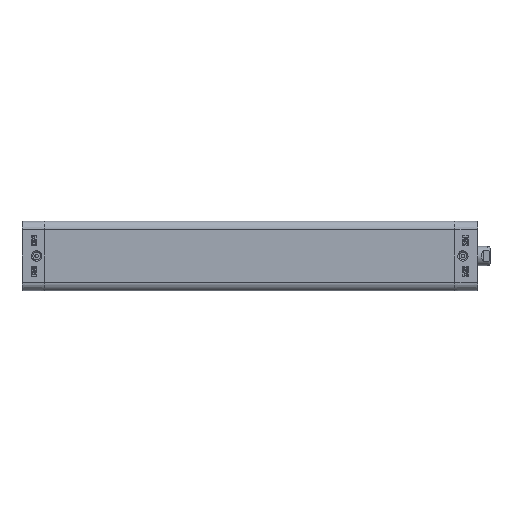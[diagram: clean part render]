
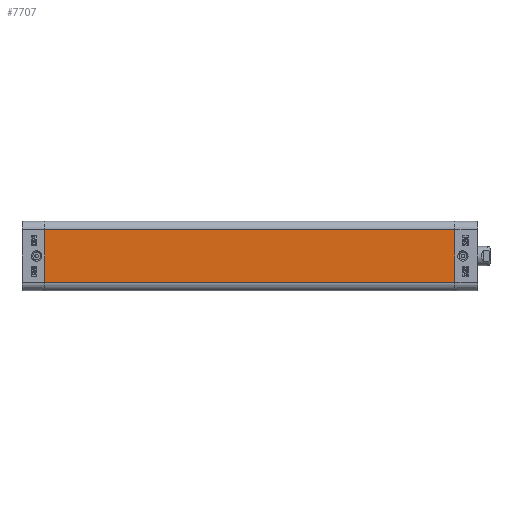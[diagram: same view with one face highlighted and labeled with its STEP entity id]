
A CAD part, left-side view. The second image highlights one B-rep face of the part: STEP entity #7707.
In plain terms, the highlighted planar face has unit normal (-1, 0, 0).
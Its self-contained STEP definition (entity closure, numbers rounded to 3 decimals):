
#6225=CARTESIAN_POINT('',(-18.15,-213.5,13.65));
#6226=VERTEX_POINT('',#6225);
#6233=CARTESIAN_POINT('',(-18.15,-213.5,-13.65));
#6234=VERTEX_POINT('',#6233);
#6235=CARTESIAN_POINT('',(-18.15,-213.5,-13.65));
#6236=DIRECTION('',(0.0,0.0,1.0));
#6237=VECTOR('',#6236,27.3);
#6238=LINE('',#6235,#6237);
#6239=EDGE_CURVE('',#6234,#6226,#6238,.T.);
#7665=CARTESIAN_POINT('',(-18.15,0.0,-13.65));
#7666=VERTEX_POINT('',#7665);
#7667=CARTESIAN_POINT('',(-18.15,0.0,-13.65));
#7668=DIRECTION('',(0.0,-1.0,0.0));
#7669=VECTOR('',#7668,213.5);
#7670=LINE('',#7667,#7669);
#7671=EDGE_CURVE('',#7666,#6234,#7670,.T.);
#7684=CARTESIAN_POINT('',(-18.15,0.0,-13.65));
#7685=DIRECTION('',(-1.0,0.0,0.0));
#7686=DIRECTION('',(0.0,0.0,1.0));
#7687=AXIS2_PLACEMENT_3D('',#7684,#7685,#7686);
#7688=PLANE('',#7687);
#7689=ORIENTED_EDGE('',*,*,#6239,.T.);
#7690=CARTESIAN_POINT('',(-18.15,0.0,13.65));
#7691=VERTEX_POINT('',#7690);
#7692=CARTESIAN_POINT('',(-18.15,0.0,13.65));
#7693=DIRECTION('',(0.0,-1.0,0.0));
#7694=VECTOR('',#7693,213.5);
#7695=LINE('',#7692,#7694);
#7696=EDGE_CURVE('',#7691,#6226,#7695,.T.);
#7697=ORIENTED_EDGE('',*,*,#7696,.F.);
#7698=CARTESIAN_POINT('',(-18.15,0.0,-13.65));
#7699=DIRECTION('',(0.0,0.0,1.0));
#7700=VECTOR('',#7699,27.3);
#7701=LINE('',#7698,#7700);
#7702=EDGE_CURVE('',#7666,#7691,#7701,.T.);
#7703=ORIENTED_EDGE('',*,*,#7702,.F.);
#7704=ORIENTED_EDGE('',*,*,#7671,.T.);
#7705=EDGE_LOOP('',(#7689,#7697,#7703,#7704));
#7706=FACE_OUTER_BOUND('',#7705,.T.);
#7707=ADVANCED_FACE('',(#7706),#7688,.T.);
